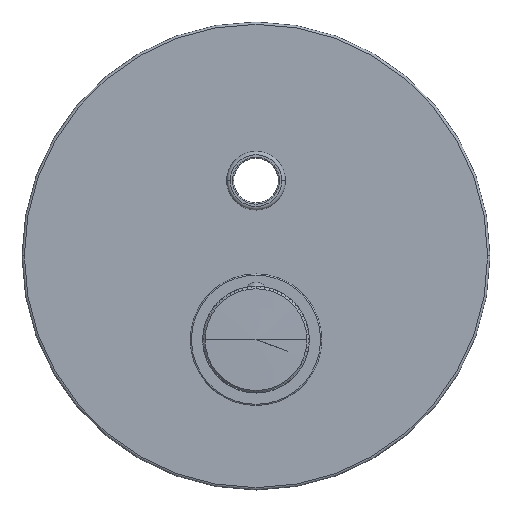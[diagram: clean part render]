
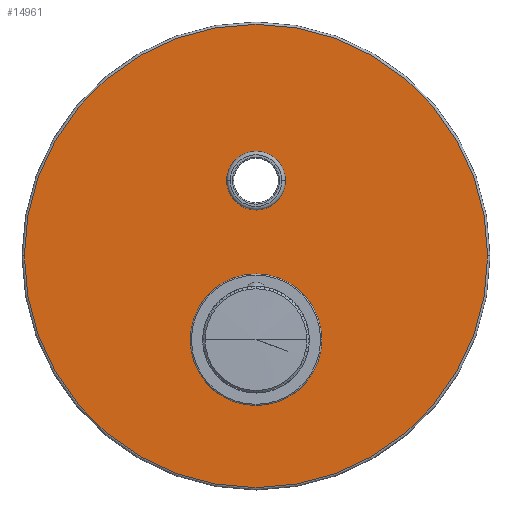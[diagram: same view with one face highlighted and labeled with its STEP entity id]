
A CAD part, top view. The second image highlights one B-rep face of the part: STEP entity #14961.
In plain terms, the highlighted planar face has unit normal (0, 0, 1).
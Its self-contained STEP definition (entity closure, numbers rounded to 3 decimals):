
#14115=CARTESIAN_POINT('',(0.,35.8,-2.));
#14116=DIRECTION('',(0.,0.,1.));
#14117=DIRECTION('',(1.,0.,0.));
#14118=AXIS2_PLACEMENT_3D('',#14115,#14116,#14117);
#14120=CARTESIAN_POINT('',(0.,35.8,-2.));
#14121=DIRECTION('',(0.,0.,1.));
#14122=DIRECTION('',(-1.,0.,0.));
#14123=AXIS2_PLACEMENT_3D('',#14120,#14121,#14122);
#14125=CARTESIAN_POINT('',(0.,68.,-2.));
#14126=DIRECTION('',(0.,0.,-1.));
#14127=DIRECTION('',(-1.,0.,0.));
#14128=AXIS2_PLACEMENT_3D('',#14125,#14126,#14127);
#14130=CARTESIAN_POINT('',(0.,68.,-2.));
#14131=DIRECTION('',(0.,0.,-1.));
#14132=DIRECTION('',(1.,0.,0.));
#14133=AXIS2_PLACEMENT_3D('',#14130,#14131,#14132);
#14135=CARTESIAN_POINT('',(0.,0.,-2.));
#14136=DIRECTION('',(0.,0.,-1.));
#14137=DIRECTION('',(-1.,0.,0.));
#14138=AXIS2_PLACEMENT_3D('',#14135,#14136,#14137);
#14140=CARTESIAN_POINT('',(0.,0.,-2.));
#14141=DIRECTION('',(0.,0.,-1.));
#14142=DIRECTION('',(1.,0.,0.));
#14143=AXIS2_PLACEMENT_3D('',#14140,#14141,#14142);
#14664=CARTESIAN_POINT('',(99.,35.8,-2.));
#14665=CARTESIAN_POINT('',(-99.,35.8,-2.));
#14666=VERTEX_POINT('',#14664);
#14667=VERTEX_POINT('',#14665);
#14728=CARTESIAN_POINT('',(-12.55,68.,-2.));
#14729=CARTESIAN_POINT('',(12.55,68.,-2.));
#14730=VERTEX_POINT('',#14728);
#14731=VERTEX_POINT('',#14729);
#14784=CARTESIAN_POINT('',(-27.6,0.,-2.));
#14785=CARTESIAN_POINT('',(27.6,0.,-2.));
#14786=VERTEX_POINT('',#14784);
#14787=VERTEX_POINT('',#14785);
#14939=CARTESIAN_POINT('',(0.,35.8,-2.));
#14940=DIRECTION('',(0.,0.,-1.));
#14941=DIRECTION('',(-1.,0.,0.));
#14942=AXIS2_PLACEMENT_3D('',#14939,#14940,#14941);
#14943=PLANE('',#14942);
#14945=ORIENTED_EDGE('',*,*,#14944,.F.);
#14947=ORIENTED_EDGE('',*,*,#14946,.F.);
#14948=EDGE_LOOP('',(#14945,#14947));
#14949=FACE_OUTER_BOUND('',#14948,.F.);
#14951=ORIENTED_EDGE('',*,*,#14950,.F.);
#14953=ORIENTED_EDGE('',*,*,#14952,.F.);
#14954=EDGE_LOOP('',(#14951,#14953));
#14955=FACE_BOUND('',#14954,.F.);
#14957=ORIENTED_EDGE('',*,*,#14956,.F.);
#14958=ORIENTED_EDGE('',*,*,#14922,.F.);
#14959=EDGE_LOOP('',(#14957,#14958));
#14960=FACE_BOUND('',#14959,.F.);
#14961=ADVANCED_FACE('',(#14949,#14955,#14960),#14943,.F.);
#14119=CIRCLE('',#14118,99.);
#14124=CIRCLE('',#14123,99.);
#14129=CIRCLE('',#14128,12.55);
#14134=CIRCLE('',#14133,12.55);
#14139=CIRCLE('',#14138,27.6);
#14144=CIRCLE('',#14143,27.6);
#14922=EDGE_CURVE('',#14787,#14786,#14144,.T.);
#14944=EDGE_CURVE('',#14666,#14667,#14119,.T.);
#14946=EDGE_CURVE('',#14667,#14666,#14124,.T.);
#14950=EDGE_CURVE('',#14730,#14731,#14129,.T.);
#14952=EDGE_CURVE('',#14731,#14730,#14134,.T.);
#14956=EDGE_CURVE('',#14786,#14787,#14139,.T.);
